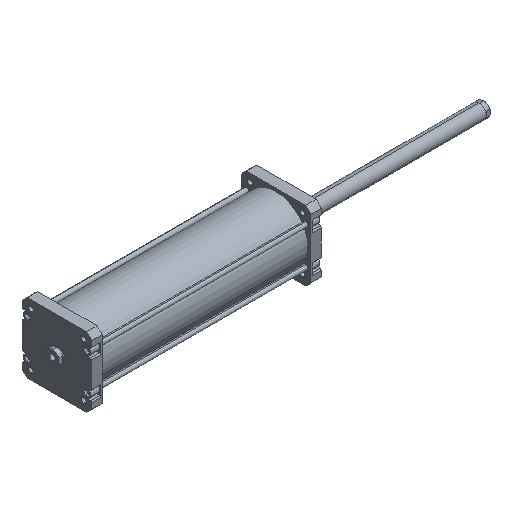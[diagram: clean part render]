
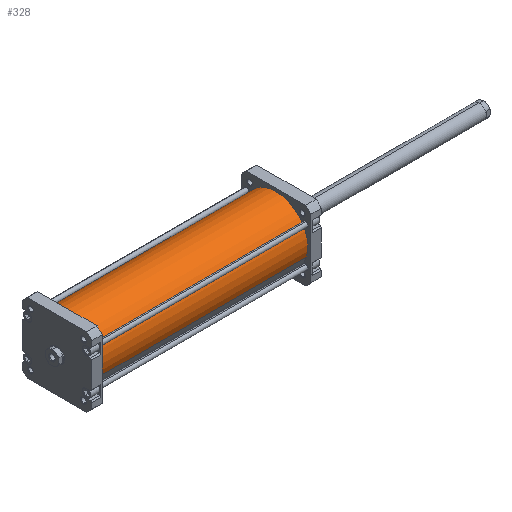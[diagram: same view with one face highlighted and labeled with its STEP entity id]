
A CAD part, isometric view. The second image highlights one B-rep face of the part: STEP entity #328.
In plain terms, the highlighted cylindrical face has radius 66.5 mm (diameter 133 mm), a partial arc.
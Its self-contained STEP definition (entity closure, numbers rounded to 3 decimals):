
#328 = ADVANCED_FACE ( 'NONE', ( #5275 ), #5279, .T. ) ;
#473 = CARTESIAN_POINT ( 'NONE',  ( 66.5, 0., 434. ) ) ;
#474 = CARTESIAN_POINT ( 'NONE',  ( -66.5, 0., 434. ) ) ;
#475 = CARTESIAN_POINT ( 'NONE',  ( 66.5, 0., 0. ) ) ;
#484 = CARTESIAN_POINT ( 'NONE',  ( -66.5, 0., 0. ) ) ;
#1278 = VERTEX_POINT ( 'NONE', #484 ) ;
#1282 = VERTEX_POINT ( 'NONE', #475 ) ;
#1285 = VERTEX_POINT ( 'NONE', #474 ) ;
#1286 = VERTEX_POINT ( 'NONE', #473 ) ;
#1305 = CARTESIAN_POINT ( 'NONE',  ( 0., 0., 434. ) ) ;
#1318 = DIRECTION ( 'NONE',  ( -1., 0., 0. ) ) ;
#1323 = DIRECTION ( 'NONE',  ( 0., 0., -1. ) ) ;
#1809 = EDGE_CURVE ( 'NONE', #1286, #1282, #5927, .T. ) ;
#1811 = EDGE_CURVE ( 'NONE', #1285, #1278, #5929, .T. ) ;
#1812 = EDGE_CURVE ( 'NONE', #1285, #1286, #5932, .T. ) ;
#1814 = EDGE_CURVE ( 'NONE', #1278, #1282, #5936, .T. ) ;
#2006 = AXIS2_PLACEMENT_3D ( 'NONE', #1305, #1323, #1318 ) ;
#2285 = AXIS2_PLACEMENT_3D ( 'NONE', #3316, #3318, #3319 ) ;
#2288 = AXIS2_PLACEMENT_3D ( 'NONE', #3317, #3324, #3325 ) ;
#3299 = CARTESIAN_POINT ( 'NONE',  ( -66.5, 0., 434. ) ) ;
#3304 = CARTESIAN_POINT ( 'NONE',  ( 66.5, 0., 434. ) ) ;
#3311 = DIRECTION ( 'NONE',  ( 0., 0., -1. ) ) ;
#3315 = DIRECTION ( 'NONE',  ( 0., 0., -1. ) ) ;
#3316 = CARTESIAN_POINT ( 'NONE',  ( 0., 0., 434. ) ) ;
#3317 = CARTESIAN_POINT ( 'NONE',  ( 0., 0., 0. ) ) ;
#3318 = DIRECTION ( 'NONE',  ( 0., 0., 1. ) ) ;
#3319 = DIRECTION ( 'NONE',  ( 1., 0., 0. ) ) ;
#3324 = DIRECTION ( 'NONE',  ( 0., 0., 1. ) ) ;
#3325 = DIRECTION ( 'NONE',  ( 1., 0., 0. ) ) ;
#3958 = ORIENTED_EDGE ( 'NONE', *, *, #1812, .F. ) ;
#3970 = ORIENTED_EDGE ( 'NONE', *, *, #1811, .T. ) ;
#3986 = ORIENTED_EDGE ( 'NONE', *, *, #1809, .F. ) ;
#4016 = ORIENTED_EDGE ( 'NONE', *, *, #1814, .T. ) ;
#4204 = EDGE_LOOP ( 'NONE', ( #3986, #3958, #3970, #4016 ) ) ;
#5275 = FACE_OUTER_BOUND ( 'NONE', #4204, .T. ) ;
#5279 = CYLINDRICAL_SURFACE ( 'NONE', #2006, 66.5 ) ;
#5917 = VECTOR ( 'NONE', #3311, 1000. ) ;
#5926 = VECTOR ( 'NONE', #3315, 1000. ) ;
#5927 = LINE ( 'NONE', #3304, #5917 ) ;
#5929 = LINE ( 'NONE', #3299, #5926 ) ;
#5932 = CIRCLE ( 'NONE', #2285, 66.5 ) ;
#5936 = CIRCLE ( 'NONE', #2288, 66.5 ) ;
